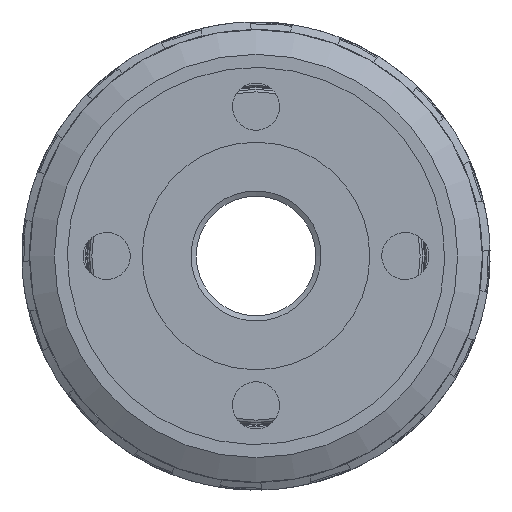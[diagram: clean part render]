
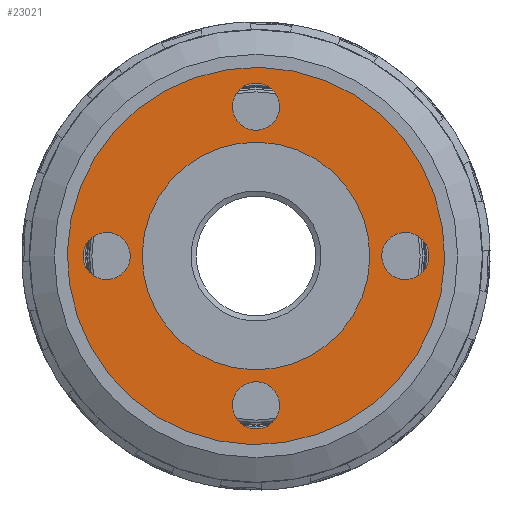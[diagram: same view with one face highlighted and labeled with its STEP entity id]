
A CAD part, front view. The second image highlights one B-rep face of the part: STEP entity #23021.
In plain terms, the highlighted planar face has unit normal (0, -1, 0).
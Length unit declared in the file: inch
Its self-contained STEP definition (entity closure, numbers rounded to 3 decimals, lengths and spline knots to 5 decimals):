
#22854=CARTESIAN_POINT('',(2.70409,-20.61788,0.17978));
#22855=VERTEX_POINT('',#22854);
#22856=CARTESIAN_POINT('',(2.375,-20.61788,0.));
#22857=DIRECTION('',(0.0,-1.0,0.0));
#22858=DIRECTION('',(1.0,0.0,0.0));
#22859=AXIS2_PLACEMENT_3D('',#22856,#22857,#22858);
#22860=CIRCLE('',#22859,0.375);
#22861=EDGE_CURVE('',#22855,#22855,#22860,.T.);
#22871=CARTESIAN_POINT('',(1.43828,-20.61788,-2.63275));
#22872=VERTEX_POINT('',#22871);
#22873=CARTESIAN_POINT('',(0.,-20.61788,0.));
#22874=DIRECTION('',(0.0,-1.0,0.0));
#22875=DIRECTION('',(1.0,0.0,0.0));
#22876=AXIS2_PLACEMENT_3D('',#22873,#22874,#22875);
#22877=CIRCLE('',#22876,3.);
#22878=EDGE_CURVE('',#22872,#22872,#22877,.T.);
#22962=CARTESIAN_POINT('',(0.86776,-20.61788,-1.58842));
#22963=VERTEX_POINT('',#22962);
#22964=CARTESIAN_POINT('',(0.,-20.61788,0.));
#22965=DIRECTION('',(0.0,-1.0,0.0));
#22966=DIRECTION('',(1.0,0.0,0.0));
#22967=AXIS2_PLACEMENT_3D('',#22964,#22965,#22966);
#22968=CIRCLE('',#22967,1.81);
#22969=EDGE_CURVE('',#22963,#22963,#22968,.T.);
#22974=CARTESIAN_POINT('',(0.,-20.61788,-1.81));
#22975=DIRECTION('',(0.0,-1.0,0.0));
#22976=DIRECTION('',(-1.0,0.0,0.0));
#22977=AXIS2_PLACEMENT_3D('',#22974,#22975,#22976);
#22978=PLANE('',#22977);
#22979=ORIENTED_EDGE('',*,*,#22878,.T.);
#22980=EDGE_LOOP('',(#22979));
#22981=FACE_OUTER_BOUND('',#22980,.T.);
#22982=ORIENTED_EDGE('',*,*,#22861,.F.);
#22983=EDGE_LOOP('',(#22982));
#22984=FACE_BOUND('',#22983,.T.);
#22985=ORIENTED_EDGE('',*,*,#22969,.F.);
#22986=EDGE_LOOP('',(#22985));
#22987=FACE_BOUND('',#22986,.T.);
#22988=CARTESIAN_POINT('',(-0.17978,-20.61788,2.70409));
#22989=VERTEX_POINT('',#22988);
#22990=CARTESIAN_POINT('',(0.,-20.61788,2.375));
#22991=DIRECTION('',(0.0,-1.0,0.0));
#22992=DIRECTION('',(1.0,0.0,0.0));
#22993=AXIS2_PLACEMENT_3D('',#22990,#22991,#22992);
#22994=CIRCLE('',#22993,0.375);
#22995=EDGE_CURVE('',#22989,#22989,#22994,.T.);
#22996=ORIENTED_EDGE('',*,*,#22995,.F.);
#22997=EDGE_LOOP('',(#22996));
#22998=FACE_BOUND('',#22997,.T.);
#22999=CARTESIAN_POINT('',(-2.70409,-20.61788,-0.17978));
#23000=VERTEX_POINT('',#22999);
#23001=CARTESIAN_POINT('',(-2.375,-20.61788,0.));
#23002=DIRECTION('',(0.0,-1.0,0.0));
#23003=DIRECTION('',(1.0,0.0,0.0));
#23004=AXIS2_PLACEMENT_3D('',#23001,#23002,#23003);
#23005=CIRCLE('',#23004,0.375);
#23006=EDGE_CURVE('',#23000,#23000,#23005,.T.);
#23007=ORIENTED_EDGE('',*,*,#23006,.F.);
#23008=EDGE_LOOP('',(#23007));
#23009=FACE_BOUND('',#23008,.T.);
#23010=CARTESIAN_POINT('',(0.17978,-20.61788,-2.70409));
#23011=VERTEX_POINT('',#23010);
#23012=CARTESIAN_POINT('',(0.,-20.61788,-2.375));
#23013=DIRECTION('',(0.0,-1.0,0.0));
#23014=DIRECTION('',(1.0,0.0,0.0));
#23015=AXIS2_PLACEMENT_3D('',#23012,#23013,#23014);
#23016=CIRCLE('',#23015,0.375);
#23017=EDGE_CURVE('',#23011,#23011,#23016,.T.);
#23018=ORIENTED_EDGE('',*,*,#23017,.F.);
#23019=EDGE_LOOP('',(#23018));
#23020=FACE_BOUND('',#23019,.T.);
#23021=ADVANCED_FACE('',(#22981,#22984,#22987,#22998,#23009,#23020),#22978,.T.);
